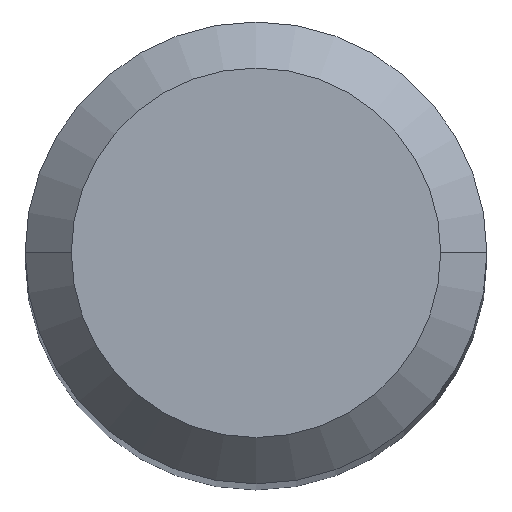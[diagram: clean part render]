
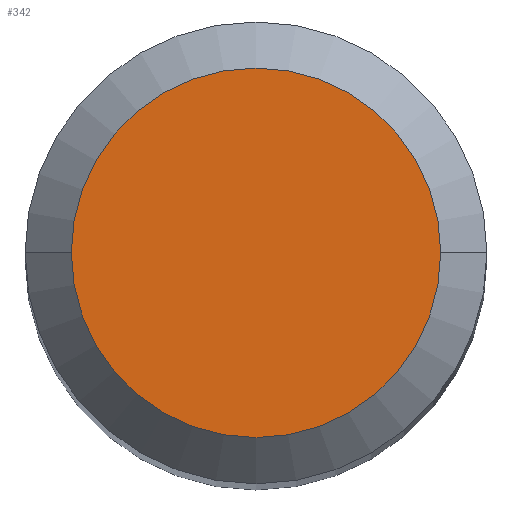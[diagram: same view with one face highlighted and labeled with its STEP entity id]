
A CAD part, top view. The second image highlights one B-rep face of the part: STEP entity #342.
In plain terms, the highlighted planar face has unit normal (0, 0, 1).
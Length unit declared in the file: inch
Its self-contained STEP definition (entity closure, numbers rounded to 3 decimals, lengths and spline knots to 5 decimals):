
#4 = DIRECTION ( 'NONE',  ( 0., 0., 1. ) ) ;
#18 = FACE_OUTER_BOUND ( 'NONE', #209, .T. ) ;
#37 = EDGE_CURVE ( 'NONE', #176, #473, #338, .T. ) ;
#38 = AXIS2_PLACEMENT_3D ( 'NONE', #192, #4, #193 ) ;
#92 = ORIENTED_EDGE ( 'NONE', *, *, #396, .T. ) ;
#100 = DIRECTION ( 'NONE',  ( 1., 0., 0. ) ) ;
#102 = ORIENTED_EDGE ( 'NONE', *, *, #37, .T. ) ;
#146 = DIRECTION ( 'NONE',  ( 0., 0., 1. ) ) ;
#176 = VERTEX_POINT ( 'NONE', #239 ) ;
#192 = CARTESIAN_POINT ( 'NONE',  ( 0., 0., 0. ) ) ;
#193 = DIRECTION ( 'NONE',  ( 1., 0., 0. ) ) ;
#208 = CARTESIAN_POINT ( 'NONE',  ( 0., 0., 0. ) ) ;
#209 = EDGE_LOOP ( 'NONE', ( #102, #92 ) ) ;
#221 = CIRCLE ( 'NONE', #352, 0.05 ) ;
#239 = CARTESIAN_POINT ( 'NONE',  ( -0.05, 0., 0. ) ) ;
#249 = DIRECTION ( 'NONE',  ( 0., 0., -1. ) ) ;
#286 = CARTESIAN_POINT ( 'NONE',  ( 0.05, 0., 0. ) ) ;
#338 = CIRCLE ( 'NONE', #38, 0.05 ) ;
#342 = ADVANCED_FACE ( 'NONE', ( #18 ), #353, .F. ) ;
#352 = AXIS2_PLACEMENT_3D ( 'NONE', #403, #146, #100 ) ;
#353 = PLANE ( 'NONE',  #410 ) ;
#357 = DIRECTION ( 'NONE',  ( -1., 0., 0. ) ) ;
#396 = EDGE_CURVE ( 'NONE', #473, #176, #221, .T. ) ;
#403 = CARTESIAN_POINT ( 'NONE',  ( 0., 0., 0. ) ) ;
#410 = AXIS2_PLACEMENT_3D ( 'NONE', #208, #249, #357 ) ;
#473 = VERTEX_POINT ( 'NONE', #286 ) ;
